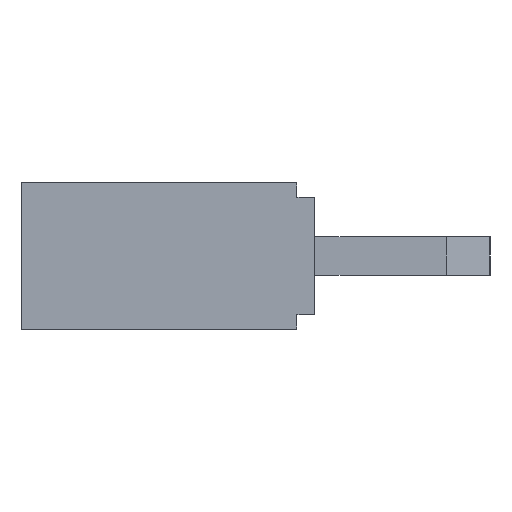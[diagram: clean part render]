
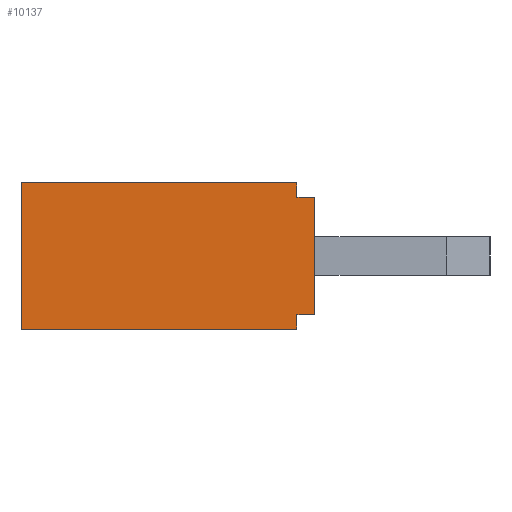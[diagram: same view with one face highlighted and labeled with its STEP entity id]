
A CAD part, left-side view. The second image highlights one B-rep face of the part: STEP entity #10137.
In plain terms, the highlighted planar face has unit normal (-1, 0, 0).
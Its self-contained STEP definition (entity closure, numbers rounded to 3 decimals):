
#375=FACE_OUTER_BOUND('',#991,.T.);
#991=EDGE_LOOP('',(#7063,#7064,#7065,#7066,#7067,#7068,#7069,#7070));
#1621=LINE('',#13904,#3021);
#1625=LINE('',#13909,#3025);
#1942=LINE('',#14576,#3342);
#1943=LINE('',#14578,#3343);
#1944=LINE('',#14579,#3344);
#1945=LINE('',#14581,#3345);
#1946=LINE('',#14583,#3346);
#1947=LINE('',#14584,#3347);
#3021=VECTOR('',#11318,2.5);
#3025=VECTOR('',#11322,2.5);
#3342=VECTOR('',#11705,0.3);
#3343=VECTOR('',#11706,2.);
#3344=VECTOR('',#11707,0.3);
#3345=VECTOR('',#11708,4.7);
#3346=VECTOR('',#11709,2.5);
#3347=VECTOR('',#11710,4.7);
#4415=VERTEX_POINT('',#13896);
#4418=VERTEX_POINT('',#13901);
#4419=VERTEX_POINT('',#13903);
#4420=VERTEX_POINT('',#13907);
#4737=VERTEX_POINT('',#14575);
#4738=VERTEX_POINT('',#14577);
#4739=VERTEX_POINT('',#14580);
#4740=VERTEX_POINT('',#14582);
#5333=EDGE_CURVE('',#4419,#4418,#1621,.T.);
#5337=EDGE_CURVE('',#4415,#4420,#1625,.T.);
#5654=EDGE_CURVE('',#4418,#4737,#1942,.T.);
#5655=EDGE_CURVE('',#4737,#4738,#1943,.T.);
#5656=EDGE_CURVE('',#4738,#4415,#1944,.T.);
#5657=EDGE_CURVE('',#4739,#4420,#1945,.T.);
#5658=EDGE_CURVE('',#4740,#4739,#1946,.T.);
#5659=EDGE_CURVE('',#4419,#4740,#1947,.T.);
#7063=ORIENTED_EDGE('',*,*,#5333,.T.);
#7064=ORIENTED_EDGE('',*,*,#5654,.T.);
#7065=ORIENTED_EDGE('',*,*,#5655,.T.);
#7066=ORIENTED_EDGE('',*,*,#5656,.T.);
#7067=ORIENTED_EDGE('',*,*,#5337,.T.);
#7068=ORIENTED_EDGE('',*,*,#5657,.F.);
#7069=ORIENTED_EDGE('',*,*,#5658,.F.);
#7070=ORIENTED_EDGE('',*,*,#5659,.F.);
#9552=PLANE('',#10737);
#10137=ADVANCED_FACE('',(#375),#9552,.F.);
#10737=AXIS2_PLACEMENT_3D('',#14574,#11703,#11704);
#11318=DIRECTION('',(0.,0.,1.));
#11322=DIRECTION('',(0.,0.,1.));
#11703=DIRECTION('center_axis',(1.,0.,0.));
#11704=DIRECTION('ref_axis',(0.,0.,-1.));
#11705=DIRECTION('',(0.,-1.,0.));
#11706=DIRECTION('',(0.,0.,1.));
#11707=DIRECTION('',(0.,1.,0.));
#11708=DIRECTION('',(0.,-1.,0.));
#11709=DIRECTION('',(0.,0.,1.));
#11710=DIRECTION('',(0.,1.,0.));
#13896=CARTESIAN_POINT('',(-25.65,0.3,1.));
#13901=CARTESIAN_POINT('',(-25.65,0.3,-1.));
#13903=CARTESIAN_POINT('',(-25.65,0.3,-1.25));
#13904=CARTESIAN_POINT('',(-25.65,0.3,-1.25));
#13907=CARTESIAN_POINT('',(-25.65,0.3,1.25));
#13909=CARTESIAN_POINT('',(-25.65,0.3,-1.25));
#14574=CARTESIAN_POINT('Origin',(-25.65,0.,0.));
#14575=CARTESIAN_POINT('',(-25.65,0.,-1.));
#14576=CARTESIAN_POINT('',(-25.65,0.,-1.));
#14577=CARTESIAN_POINT('',(-25.65,0.,1.));
#14578=CARTESIAN_POINT('',(-25.65,0.,1.));
#14579=CARTESIAN_POINT('',(-25.65,0.3,1.));
#14580=CARTESIAN_POINT('',(-25.65,5.,1.25));
#14581=CARTESIAN_POINT('',(-25.65,5.,1.25));
#14582=CARTESIAN_POINT('',(-25.65,5.,-1.25));
#14583=CARTESIAN_POINT('',(-25.65,5.,-1.25));
#14584=CARTESIAN_POINT('',(-25.65,0.3,-1.25));
